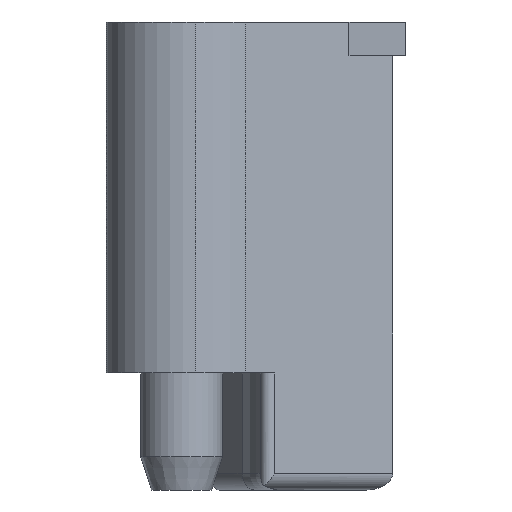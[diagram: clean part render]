
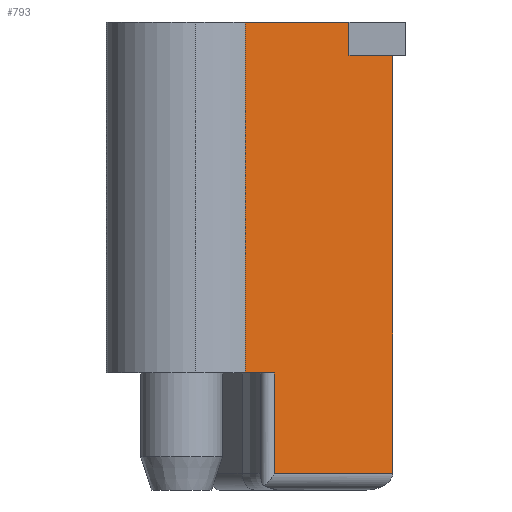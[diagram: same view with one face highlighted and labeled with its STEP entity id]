
A CAD part, front view. The second image highlights one B-rep face of the part: STEP entity #793.
In plain terms, the highlighted planar face has unit normal (0.643, -0.766, 0).
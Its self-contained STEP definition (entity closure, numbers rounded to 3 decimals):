
#32=PLANE('',#864);
#69=FACE_OUTER_BOUND('',#117,.T.);
#117=EDGE_LOOP('',(#565,#566,#567,#568,#569,#570,#571,#572));
#167=LINE('',#1190,#252);
#169=LINE('',#1207,#254);
#170=LINE('',#1209,#255);
#171=LINE('',#1211,#256);
#172=LINE('',#1213,#257);
#173=LINE('',#1215,#258);
#174=LINE('',#1217,#259);
#175=LINE('',#1218,#260);
#252=VECTOR('',#954,10.);
#254=VECTOR('',#960,10.);
#255=VECTOR('',#961,10.);
#256=VECTOR('',#962,10.);
#257=VECTOR('',#963,10.);
#258=VECTOR('',#964,10.);
#259=VECTOR('',#965,10.);
#260=VECTOR('',#966,10.);
#364=VERTEX_POINT('',#1180);
#365=VERTEX_POINT('',#1189);
#368=VERTEX_POINT('',#1206);
#369=VERTEX_POINT('',#1208);
#370=VERTEX_POINT('',#1210);
#371=VERTEX_POINT('',#1212);
#372=VERTEX_POINT('',#1214);
#373=VERTEX_POINT('',#1216);
#441=EDGE_CURVE('',#364,#365,#167,.T.);
#445=EDGE_CURVE('',#365,#368,#169,.T.);
#446=EDGE_CURVE('',#369,#364,#170,.T.);
#447=EDGE_CURVE('',#369,#370,#171,.T.);
#448=EDGE_CURVE('',#370,#371,#172,.T.);
#449=EDGE_CURVE('',#371,#372,#173,.T.);
#450=EDGE_CURVE('',#372,#373,#174,.T.);
#451=EDGE_CURVE('',#373,#368,#175,.T.);
#565=ORIENTED_EDGE('',*,*,#445,.F.);
#566=ORIENTED_EDGE('',*,*,#441,.F.);
#567=ORIENTED_EDGE('',*,*,#446,.F.);
#568=ORIENTED_EDGE('',*,*,#447,.T.);
#569=ORIENTED_EDGE('',*,*,#448,.T.);
#570=ORIENTED_EDGE('',*,*,#449,.T.);
#571=ORIENTED_EDGE('',*,*,#450,.T.);
#572=ORIENTED_EDGE('',*,*,#451,.T.);
#793=ADVANCED_FACE('',(#69),#32,.T.);
#864=AXIS2_PLACEMENT_3D('',#1205,#958,#959);
#954=DIRECTION('',(0.,0.,1.));
#958=DIRECTION('center_axis',(0.643,-0.766,0.));
#959=DIRECTION('ref_axis',(-0.766,-0.643,0.));
#960=DIRECTION('',(-0.766,-0.643,0.));
#961=DIRECTION('',(-0.766,-0.643,0.));
#962=DIRECTION('',(0.,0.,1.));
#963=DIRECTION('',(-0.766,-0.643,0.));
#964=DIRECTION('',(0.,0.,1.));
#965=DIRECTION('',(-0.766,-0.643,0.));
#966=DIRECTION('',(0.,0.,-1.));
#1180=CARTESIAN_POINT('',(5.542,-1.554,-27.));
#1189=CARTESIAN_POINT('',(5.542,-1.554,-21.));
#1190=CARTESIAN_POINT('',(5.542,-1.554,-21.));
#1205=CARTESIAN_POINT('Origin',(12.756,4.5,0.));
#1206=CARTESIAN_POINT('',(3.796,-3.019,-21.));
#1207=CARTESIAN_POINT('',(14.175,5.69,-21.));
#1208=CARTESIAN_POINT('',(12.637,4.4,-27.));
#1209=CARTESIAN_POINT('',(12.659,4.418,-27.));
#1210=CARTESIAN_POINT('',(12.637,4.4,-2.));
#1211=CARTESIAN_POINT('',(12.637,4.4,0.));
#1212=CARTESIAN_POINT('',(10.015,2.2,-2.));
#1213=CARTESIAN_POINT('',(11.673,3.591,-2.));
#1214=CARTESIAN_POINT('',(10.015,2.2,0.));
#1215=CARTESIAN_POINT('',(10.015,2.2,0.));
#1216=CARTESIAN_POINT('',(3.796,-3.019,0.));
#1217=CARTESIAN_POINT('',(12.756,4.5,0.));
#1218=CARTESIAN_POINT('',(3.796,-3.019,0.));
